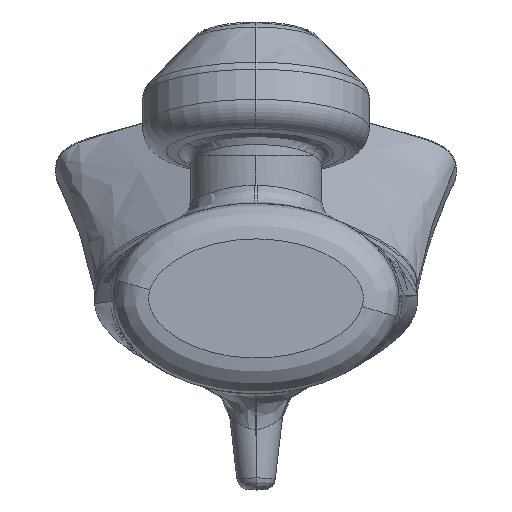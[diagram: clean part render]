
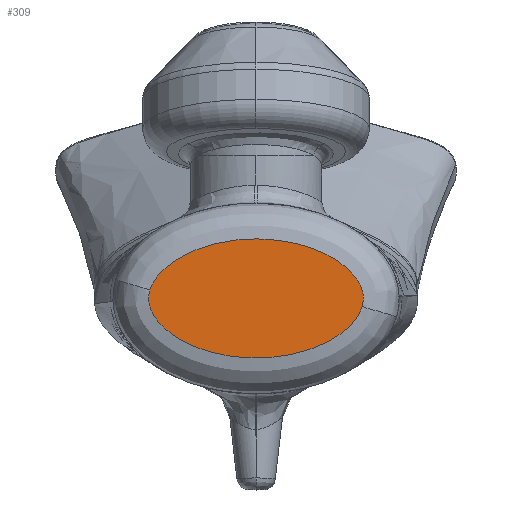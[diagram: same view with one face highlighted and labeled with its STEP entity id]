
A CAD part, top view. The second image highlights one B-rep face of the part: STEP entity #309.
In plain terms, the highlighted planar face has unit normal (0, 0, 1).
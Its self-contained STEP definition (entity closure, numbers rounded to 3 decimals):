
#160 = CARTESIAN_POINT ( 'NONE',  ( 5.622, 3.842, 65. ) ) ;
#309 = ADVANCED_FACE ( 'NONE', ( #23543 ), #19914, .T. ) ;
#402 = CARTESIAN_POINT ( 'NONE',  ( 0.237, 5.005, 65. ) ) ;
#550 = CARTESIAN_POINT ( 'NONE',  ( -8.088, -2.088, 65. ) ) ;
#669 = CARTESIAN_POINT ( 'NONE',  ( -7.588, -2.581, 65. ) ) ;
#1033 = CARTESIAN_POINT ( 'NONE',  ( -8.895, 0.712, 65. ) ) ;
#1278 = CARTESIAN_POINT ( 'NONE',  ( 7.926, -2.261, 65. ) ) ;
#1424 = CARTESIAN_POINT ( 'NONE',  ( 9.006, -0.228, 65. ) ) ;
#1515 = CARTESIAN_POINT ( 'NONE',  ( 6.85, -3.159, 65. ) ) ;
#2207 = B_SPLINE_CURVE_WITH_KNOTS ( 'NONE', 3,
 ( #1033, #6228, #15288, #8402, #18938, #13487, #4175, #17477, #11552, #550, #22684, #669, #22806, #14196, #2961, #8992, #14434, #10454, #10571, #18075, #12268, #6951, #23638, #6592, #14318, #14080, #12619, #20011, #21470, #4893, #1515, #19534, #12389, #1278, #21589, #10328, #23520, #19779, #16365, #3438 ),
 .UNSPECIFIED., .F., .F.,
 ( 4, 2, 2, 2, 2, 2, 2, 2, 2, 2, 2, 2, 2, 2, 2, 2, 2, 2, 2, 4 ),
 ( 0.022, 0.023, 0.023, 0.024, 0.025, 0.026, 0.026, 0.028, 0.031, 0.032, 0.033, 0.035, 0.036, 0.039, 0.04, 0.042, 0.043, 0.043, 0.044, 0.045 ),
 .UNSPECIFIED. ) ;
#2215 = CARTESIAN_POINT ( 'NONE',  ( -2.988, 4.724, 65. ) ) ;
#2961 = CARTESIAN_POINT ( 'NONE',  ( -6.457, -3.403, 65. ) ) ;
#2977 = CARTESIAN_POINT ( 'NONE',  ( -8.895, 0.712, 65. ) ) ;
#3234 = CARTESIAN_POINT ( 'NONE',  ( 8.903, -0.687, 65. ) ) ;
#3438 = CARTESIAN_POINT ( 'NONE',  ( 8.903, -0.687, 65. ) ) ;
#3556 = ORIENTED_EDGE ( 'NONE', *, *, #4255, .T. ) ;
#3660 = CARTESIAN_POINT ( 'NONE',  ( 8.504, 1.549, 65. ) ) ;
#4025 = CARTESIAN_POINT ( 'NONE',  ( -8.732, 1.15, 65. ) ) ;
#4142 = CARTESIAN_POINT ( 'NONE',  ( 2.529, 4.814, 65. ) ) ;
#4175 = CARTESIAN_POINT ( 'NONE',  ( -8.744, -1.125, 65. ) ) ;
#4255 = EDGE_CURVE ( 'NONE', #11164, #11632, #2207, .T. ) ;
#4266 = CARTESIAN_POINT ( 'NONE',  ( 7.583, 2.6, 65. ) ) ;
#4796 = DIRECTION ( 'NONE',  ( 0., 0., 1. ) ) ;
#4893 = CARTESIAN_POINT ( 'NONE',  ( 6.455, -3.404, 65. ) ) ;
#5586 = CARTESIAN_POINT ( 'NONE',  ( 3.883, 4.482, 65. ) ) ;
#6228 = CARTESIAN_POINT ( 'NONE',  ( -8.963, 0.486, 65. ) ) ;
#6592 = CARTESIAN_POINT ( 'NONE',  ( 1.147, -4.963, 65. ) ) ;
#6951 = CARTESIAN_POINT ( 'NONE',  ( -0.238, -5.005, 65. ) ) ;
#7532 = CARTESIAN_POINT ( 'NONE',  ( -7.922, 2.288, 65. ) ) ;
#7775 = CARTESIAN_POINT ( 'NONE',  ( 4.331, 4.347, 65. ) ) ;
#8402 = CARTESIAN_POINT ( 'NONE',  ( -9.007, -0.222, 65. ) ) ;
#8787 = CARTESIAN_POINT ( 'NONE',  ( 9.002, 0.245, 65. ) ) ;
#8992 = CARTESIAN_POINT ( 'NONE',  ( -5.22, -4.055, 65. ) ) ;
#9220 = CARTESIAN_POINT ( 'NONE',  ( -8.498, 1.558, 65. ) ) ;
#9701 = CARTESIAN_POINT ( 'NONE',  ( -5.181, 4.034, 65. ) ) ;
#9711 = EDGE_CURVE ( 'NONE', #11632, #11164, #22154, .T. ) ;
#9876 = EDGE_LOOP ( 'NONE', ( #19740, #3556 ) ) ;
#10328 = CARTESIAN_POINT ( 'NONE',  ( 8.378, -1.73, 65. ) ) ;
#10454 = CARTESIAN_POINT ( 'NONE',  ( -2.993, -4.701, 65. ) ) ;
#10571 = CARTESIAN_POINT ( 'NONE',  ( -2.533, -4.789, 65. ) ) ;
#10597 = CARTESIAN_POINT ( 'NONE',  ( 8.969, -0.46, 65. ) ) ;
#11154 = CARTESIAN_POINT ( 'NONE',  ( -6.437, 3.415, 65. ) ) ;
#11164 = VERTEX_POINT ( 'NONE', #2977 ) ;
#11395 = CARTESIAN_POINT ( 'NONE',  ( -6.833, 3.17, 65. ) ) ;
#11552 = CARTESIAN_POINT ( 'NONE',  ( -8.382, -1.724, 65. ) ) ;
#11632 = VERTEX_POINT ( 'NONE', #18239 ) ;
#12268 = CARTESIAN_POINT ( 'NONE',  ( -1.158, -4.962, 65. ) ) ;
#12389 = CARTESIAN_POINT ( 'NONE',  ( 7.588, -2.582, 65. ) ) ;
#12619 = CARTESIAN_POINT ( 'NONE',  ( 3.894, -4.507, 65. ) ) ;
#12960 = CARTESIAN_POINT ( 'NONE',  ( -0.225, 5.005, 65. ) ) ;
#13208 = CARTESIAN_POINT ( 'NONE',  ( 5.199, 4.027, 65. ) ) ;
#13487 = CARTESIAN_POINT ( 'NONE',  ( -8.839, -0.906, 65. ) ) ;
#14080 = CARTESIAN_POINT ( 'NONE',  ( 2.996, -4.723, 65. ) ) ;
#14196 = CARTESIAN_POINT ( 'NONE',  ( -6.857, -3.154, 65. ) ) ;
#14318 = CARTESIAN_POINT ( 'NONE',  ( 1.613, -4.92, 65. ) ) ;
#14342 = DIRECTION ( 'NONE',  ( 1., 0., 0. ) ) ;
#14349 = CARTESIAN_POINT ( 'NONE',  ( 8.831, 0.927, 65. ) ) ;
#14434 = CARTESIAN_POINT ( 'NONE',  ( -4.35, -4.366, 65. ) ) ;
#14894 = CARTESIAN_POINT ( 'NONE',  ( 1.617, 4.94, 65. ) ) ;
#15139 = CARTESIAN_POINT ( 'NONE',  ( -3.881, 4.511, 65. ) ) ;
#15257 = CARTESIAN_POINT ( 'NONE',  ( 6.843, 3.164, 65. ) ) ;
#15288 = CARTESIAN_POINT ( 'NONE',  ( -9.001, 0.252, 65. ) ) ;
#15675 = CARTESIAN_POINT ( 'NONE',  ( 8.371, 1.74, 65. ) ) ;
#15791 = CARTESIAN_POINT ( 'NONE',  ( 0., 0., 65. ) ) ;
#16161 = CARTESIAN_POINT ( 'NONE',  ( 8.965, 0.478, 65. ) ) ;
#16365 = CARTESIAN_POINT ( 'NONE',  ( 8.837, -0.914, 65. ) ) ;
#16599 = CARTESIAN_POINT ( 'NONE',  ( -7.579, 2.604, 65. ) ) ;
#17081 = CARTESIAN_POINT ( 'NONE',  ( -1.618, 4.919, 65. ) ) ;
#17477 = CARTESIAN_POINT ( 'NONE',  ( -8.515, -1.533, 65. ) ) ;
#18075 = CARTESIAN_POINT ( 'NONE',  ( -1.617, -4.919, 65. ) ) ;
#18239 = CARTESIAN_POINT ( 'NONE',  ( 8.903, -0.687, 65. ) ) ;
#18538 = CARTESIAN_POINT ( 'NONE',  ( -8.828, 0.937, 65. ) ) ;
#18777 = CARTESIAN_POINT ( 'NONE',  ( -8.895, 0.712, 65. ) ) ;
#18906 = CARTESIAN_POINT ( 'NONE',  ( 6.442, 3.412, 65. ) ) ;
#18938 = CARTESIAN_POINT ( 'NONE',  ( -8.969, -0.457, 65. ) ) ;
#19534 = CARTESIAN_POINT ( 'NONE',  ( 7.408, -2.733, 65. ) ) ;
#19740 = ORIENTED_EDGE ( 'NONE', *, *, #9711, .T. ) ;
#19779 = CARTESIAN_POINT ( 'NONE',  ( 8.743, -1.127, 65. ) ) ;
#19914 = PLANE ( 'NONE',  #20890 ) ;
#19921 = CARTESIAN_POINT ( 'NONE',  ( 8.735, 1.144, 65. ) ) ;
#20011 = CARTESIAN_POINT ( 'NONE',  ( 5.199, -4.027, 65. ) ) ;
#20601 = CARTESIAN_POINT ( 'NONE',  ( -5.61, 3.848, 65. ) ) ;
#20890 = AXIS2_PLACEMENT_3D ( 'NONE', #15791, #4796, #14342 ) ;
#21470 = CARTESIAN_POINT ( 'NONE',  ( 5.629, -3.839, 65. ) ) ;
#21589 = CARTESIAN_POINT ( 'NONE',  ( 8.085, -2.092, 65. ) ) ;
#22154 = B_SPLINE_CURVE_WITH_KNOTS ( 'NONE', 3,
 ( #3234, #10597, #1424, #8787, #16161, #14349, #19921, #3660, #15675, #22282, #4266, #15257, #18906, #160, #13208, #7775, #5586, #4142, #14894, #402, #12960, #22652, #17081, #2215, #15139, #9701, #20601, #11154, #11395, #16599, #7532, #22533, #9220, #4025, #18538, #18777 ),
 .UNSPECIFIED., .F., .F.,
 ( 4, 2, 2, 2, 2, 2, 2, 2, 2, 2, 2, 2, 2, 2, 2, 2, 2, 4 ),
 ( 0.045, 0.045, 0.046, 0.047, 0.048, 0.049, 0.05, 0.052, 0.053, 0.056, 0.058, 0.059, 0.062, 0.063, 0.065, 0.066, 0.067, 0.067 ),
 .UNSPECIFIED. ) ;
#22282 = CARTESIAN_POINT ( 'NONE',  ( 7.925, 2.287, 65. ) ) ;
#22533 = CARTESIAN_POINT ( 'NONE',  ( -8.363, 1.75, 65. ) ) ;
#22652 = CARTESIAN_POINT ( 'NONE',  ( -1.154, 4.962, 65. ) ) ;
#22684 = CARTESIAN_POINT ( 'NONE',  ( -7.926, -2.261, 65. ) ) ;
#22806 = CARTESIAN_POINT ( 'NONE',  ( -7.41, -2.731, 65. ) ) ;
#23520 = CARTESIAN_POINT ( 'NONE',  ( 8.514, -1.535, 65. ) ) ;
#23543 = FACE_OUTER_BOUND ( 'NONE', #9876, .T. ) ;
#23638 = CARTESIAN_POINT ( 'NONE',  ( 0.223, -5.005, 65. ) ) ;
